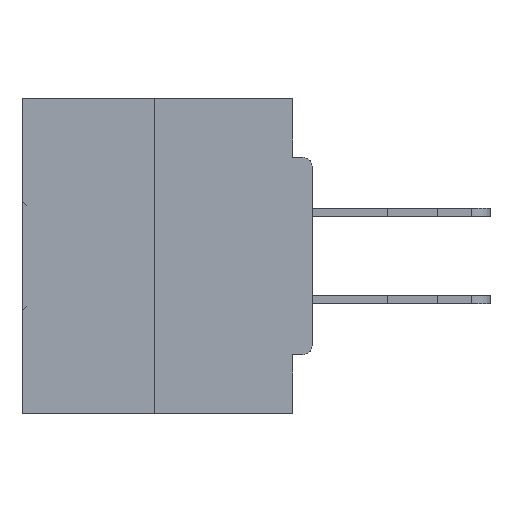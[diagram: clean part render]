
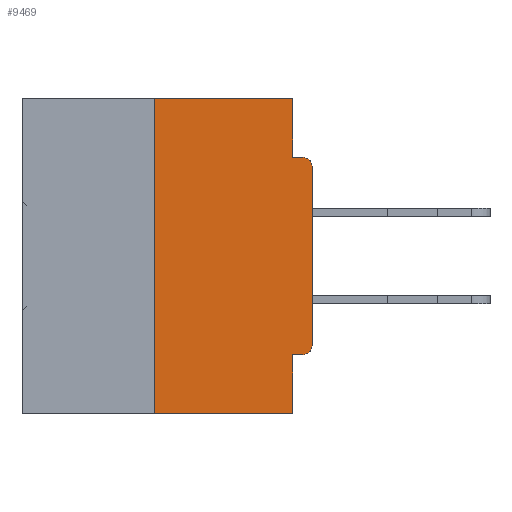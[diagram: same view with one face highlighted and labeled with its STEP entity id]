
A CAD part, left-side view. The second image highlights one B-rep face of the part: STEP entity #9469.
In plain terms, the highlighted planar face has unit normal (-1, 0, 0).
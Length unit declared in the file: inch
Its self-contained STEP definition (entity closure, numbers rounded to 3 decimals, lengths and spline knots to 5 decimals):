
#142 = EDGE_CURVE ( 'NONE', #2792, #46348, #7528, .T. ) ;
#791 = CARTESIAN_POINT ( 'NONE',  ( 0., 0.015, -0.0935 ) ) ;
#1706 = CARTESIAN_POINT ( 'NONE',  ( 0., 0.015, -0.1085 ) ) ;
#2792 = VERTEX_POINT ( 'NONE', #29680 ) ;
#3927 = VECTOR ( 'NONE', #4157, 39.37008 ) ;
#4157 = DIRECTION ( 'NONE',  ( 0., 0., 1. ) ) ;
#4468 = LINE ( 'NONE', #43685, #3927 ) ;
#5676 = EDGE_LOOP ( 'NONE', ( #21992, #6525, #17957, #25976, #35560, #26632, #9048, #42101, #16341, #8891 ) ) ;
#5948 = AXIS2_PLACEMENT_3D ( 'NONE', #26749, #8454, #22856 ) ;
#6525 = ORIENTED_EDGE ( 'NONE', *, *, #28670, .F. ) ;
#7528 = LINE ( 'NONE', #28208, #11444 ) ;
#7695 = VERTEX_POINT ( 'NONE', #791 ) ;
#8454 = DIRECTION ( 'NONE',  ( 1., 0., 0. ) ) ;
#8478 = CIRCLE ( 'NONE', #17346, 0.015 ) ;
#8785 = LINE ( 'NONE', #16707, #9904 ) ;
#8891 = ORIENTED_EDGE ( 'NONE', *, *, #23999, .F. ) ;
#9048 = ORIENTED_EDGE ( 'NONE', *, *, #44104, .T. ) ;
#9469 = ADVANCED_FACE ( 'NONE', ( #30285 ), #12373, .F. ) ;
#9561 = LINE ( 'NONE', #41580, #22398 ) ;
#9627 = CARTESIAN_POINT ( 'NONE',  ( 0., 0.25, -0.5 ) ) ;
#9904 = VECTOR ( 'NONE', #20458, 39.37008 ) ;
#10198 = AXIS2_PLACEMENT_3D ( 'NONE', #1706, #19722, #37458 ) ;
#11444 = VECTOR ( 'NONE', #21194, 39.37008 ) ;
#12373 = PLANE ( 'NONE',  #5948 ) ;
#13683 = VECTOR ( 'NONE', #21037, 39.37008 ) ;
#13702 = VERTEX_POINT ( 'NONE', #29651 ) ;
#13788 = EDGE_CURVE ( 'NONE', #34640, #38177, #36520, .T. ) ;
#13821 = CARTESIAN_POINT ( 'NONE',  ( 0., 0.46, -0.5 ) ) ;
#13843 = DIRECTION ( 'NONE',  ( 0., 1., 0. ) ) ;
#14234 = EDGE_CURVE ( 'NONE', #43695, #7695, #9561, .T. ) ;
#14258 = CIRCLE ( 'NONE', #10198, 0.015 ) ;
#14876 = EDGE_CURVE ( 'NONE', #43957, #38177, #24020, .T. ) ;
#15366 = VERTEX_POINT ( 'NONE', #26600 ) ;
#16341 = ORIENTED_EDGE ( 'NONE', *, *, #14234, .F. ) ;
#16707 = CARTESIAN_POINT ( 'NONE',  ( 0., 0., 0. ) ) ;
#16748 = DIRECTION ( 'NONE',  ( 0., 0., -1. ) ) ;
#16752 = LINE ( 'NONE', #35341, #34697 ) ;
#16971 = DIRECTION ( 'NONE',  ( 0., -1., 0. ) ) ;
#17346 = AXIS2_PLACEMENT_3D ( 'NONE', #25490, #43596, #25637 ) ;
#17957 = ORIENTED_EDGE ( 'NONE', *, *, #13788, .T. ) ;
#19722 = DIRECTION ( 'NONE',  ( -1., 0., 0. ) ) ;
#19836 = CARTESIAN_POINT ( 'NONE',  ( 0., 0.031, 0. ) ) ;
#19864 = LINE ( 'NONE', #21509, #13683 ) ;
#20353 = CARTESIAN_POINT ( 'NONE',  ( 0., 0.031, -0.5 ) ) ;
#20458 = DIRECTION ( 'NONE',  ( 0., 0., 1. ) ) ;
#21037 = DIRECTION ( 'NONE',  ( 0., 0., -1. ) ) ;
#21194 = DIRECTION ( 'NONE',  ( 0., -1., 0. ) ) ;
#21509 = CARTESIAN_POINT ( 'NONE',  ( 0., 0.031, 0. ) ) ;
#21992 = ORIENTED_EDGE ( 'NONE', *, *, #142, .F. ) ;
#22398 = VECTOR ( 'NONE', #44749, 39.37008 ) ;
#22856 = DIRECTION ( 'NONE',  ( 0., 0., -1. ) ) ;
#23999 = EDGE_CURVE ( 'NONE', #46348, #43695, #19864, .T. ) ;
#24020 = LINE ( 'NONE', #38559, #33000 ) ;
#24774 = EDGE_CURVE ( 'NONE', #15366, #7695, #14258, .T. ) ;
#25333 = CARTESIAN_POINT ( 'NONE',  ( 0., 0.031, -0.0935 ) ) ;
#25490 = CARTESIAN_POINT ( 'NONE',  ( 0., 0.015, -0.3915 ) ) ;
#25637 = DIRECTION ( 'NONE',  ( 0., 0., -1. ) ) ;
#25976 = ORIENTED_EDGE ( 'NONE', *, *, #14876, .F. ) ;
#26600 = CARTESIAN_POINT ( 'NONE',  ( 0., 0., -0.1085 ) ) ;
#26632 = ORIENTED_EDGE ( 'NONE', *, *, #43732, .T. ) ;
#26749 = CARTESIAN_POINT ( 'NONE',  ( 0., 0.46, 0. ) ) ;
#26792 = CARTESIAN_POINT ( 'NONE',  ( 0., 0., -0.3915 ) ) ;
#28208 = CARTESIAN_POINT ( 'NONE',  ( 0., 0.46, 0. ) ) ;
#28670 = EDGE_CURVE ( 'NONE', #34640, #2792, #4468, .T. ) ;
#29651 = CARTESIAN_POINT ( 'NONE',  ( 0., 0.015, -0.4065 ) ) ;
#29680 = CARTESIAN_POINT ( 'NONE',  ( 0., 0.25, 0. ) ) ;
#30285 = FACE_OUTER_BOUND ( 'NONE', #5676, .T. ) ;
#33000 = VECTOR ( 'NONE', #16748, 39.37008 ) ;
#34640 = VERTEX_POINT ( 'NONE', #9627 ) ;
#34697 = VECTOR ( 'NONE', #13843, 39.37008 ) ;
#35341 = CARTESIAN_POINT ( 'NONE',  ( 0., 0., -0.4065 ) ) ;
#35560 = ORIENTED_EDGE ( 'NONE', *, *, #39690, .F. ) ;
#36520 = LINE ( 'NONE', #13821, #44958 ) ;
#37458 = DIRECTION ( 'NONE',  ( 0., 0., -1. ) ) ;
#37912 = CARTESIAN_POINT ( 'NONE',  ( 0., 0.031, -0.4065 ) ) ;
#38177 = VERTEX_POINT ( 'NONE', #20353 ) ;
#38559 = CARTESIAN_POINT ( 'NONE',  ( 0., 0.031, -0.5 ) ) ;
#39690 = EDGE_CURVE ( 'NONE', #13702, #43957, #16752, .T. ) ;
#40016 = VERTEX_POINT ( 'NONE', #26792 ) ;
#41580 = CARTESIAN_POINT ( 'NONE',  ( 0., 0., -0.0935 ) ) ;
#42101 = ORIENTED_EDGE ( 'NONE', *, *, #24774, .T. ) ;
#43596 = DIRECTION ( 'NONE',  ( -1., 0., 0. ) ) ;
#43685 = CARTESIAN_POINT ( 'NONE',  ( 0., 0.25, 0. ) ) ;
#43695 = VERTEX_POINT ( 'NONE', #25333 ) ;
#43732 = EDGE_CURVE ( 'NONE', #13702, #40016, #8478, .T. ) ;
#43957 = VERTEX_POINT ( 'NONE', #37912 ) ;
#44104 = EDGE_CURVE ( 'NONE', #40016, #15366, #8785, .T. ) ;
#44749 = DIRECTION ( 'NONE',  ( 0., -1., 0. ) ) ;
#44958 = VECTOR ( 'NONE', #16971, 39.37008 ) ;
#46348 = VERTEX_POINT ( 'NONE', #19836 ) ;
